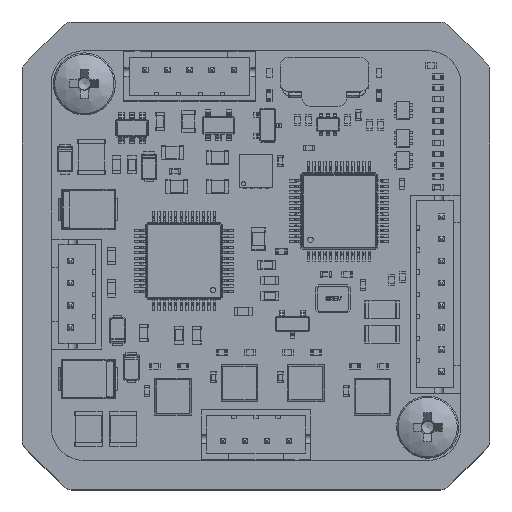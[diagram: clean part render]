
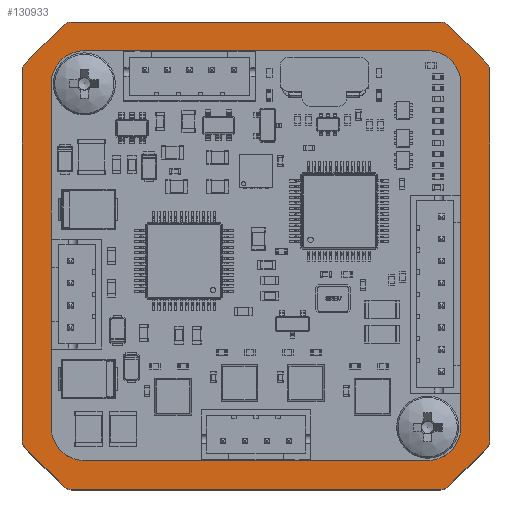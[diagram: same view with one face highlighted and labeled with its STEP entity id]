
A CAD part, top view. The second image highlights one B-rep face of the part: STEP entity #130933.
In plain terms, the highlighted planar face has unit normal (0, 0, 1).
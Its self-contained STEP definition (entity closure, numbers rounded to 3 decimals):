
#2407=LINE('',#186603,#17653);
#2408=LINE('',#186607,#17654);
#2409=LINE('',#186611,#17655);
#2410=LINE('',#186615,#17656);
#2411=LINE('',#186619,#17657);
#2412=LINE('',#186623,#17658);
#2413=LINE('',#186627,#17659);
#2414=LINE('',#186630,#17660);
#17653=VECTOR('',#149109,1000.);
#17654=VECTOR('',#149112,1000.);
#17655=VECTOR('',#149115,1000.);
#17656=VECTOR('',#149118,1000.);
#17657=VECTOR('',#149121,1000.);
#17658=VECTOR('',#149124,1000.);
#17659=VECTOR('',#149127,1000.);
#17660=VECTOR('',#149130,1000.);
#32853=FACE_BOUND('',#40497,.T.);
#32854=FACE_BOUND('',#40498,.T.);
#32855=FACE_BOUND('',#40499,.T.);
#32856=FACE_BOUND('',#40500,.T.);
#32857=FACE_BOUND('',#40501,.T.);
#33652=FACE_OUTER_BOUND('',#40496,.T.);
#40496=EDGE_LOOP('',(#84883,#84884,#84885,#84886,#84887,#84888,#84889,#84890,
#84891,#84892,#84893,#84894,#84895,#84896,#84897,#84898));
#40497=EDGE_LOOP('',(#84899,#84900));
#40498=EDGE_LOOP('',(#84901,#84902));
#40499=EDGE_LOOP('',(#84903,#84904));
#40500=EDGE_LOOP('',(#84905,#84906));
#40501=EDGE_LOOP('',(#84907,#84908));
#48115=CIRCLE('',#137864,1.);
#48116=CIRCLE('',#137865,1.);
#48117=CIRCLE('',#137866,1.);
#48118=CIRCLE('',#137867,1.);
#48119=CIRCLE('',#137868,1.);
#48120=CIRCLE('',#137869,1.);
#48121=CIRCLE('',#137870,1.);
#48122=CIRCLE('',#137871,1.);
#48123=CIRCLE('',#137872,4.);
#48124=CIRCLE('',#137873,4.);
#48125=CIRCLE('',#137874,2.);
#48126=CIRCLE('',#137875,2.);
#48127=CIRCLE('',#137876,2.);
#48128=CIRCLE('',#137877,2.);
#48129=CIRCLE('',#137878,2.);
#48130=CIRCLE('',#137879,2.);
#48131=CIRCLE('',#137880,2.);
#48132=CIRCLE('',#137881,2.);
#52337=VERTEX_POINT('',#186599);
#52338=VERTEX_POINT('',#186600);
#52339=VERTEX_POINT('',#186602);
#52340=VERTEX_POINT('',#186604);
#52341=VERTEX_POINT('',#186606);
#52342=VERTEX_POINT('',#186608);
#52343=VERTEX_POINT('',#186610);
#52344=VERTEX_POINT('',#186612);
#52345=VERTEX_POINT('',#186614);
#52346=VERTEX_POINT('',#186616);
#52347=VERTEX_POINT('',#186618);
#52348=VERTEX_POINT('',#186620);
#52349=VERTEX_POINT('',#186622);
#52350=VERTEX_POINT('',#186624);
#52351=VERTEX_POINT('',#186626);
#52352=VERTEX_POINT('',#186628);
#52353=VERTEX_POINT('',#186631);
#52354=VERTEX_POINT('',#186632);
#52355=VERTEX_POINT('',#186635);
#52356=VERTEX_POINT('',#186636);
#52357=VERTEX_POINT('',#186639);
#52358=VERTEX_POINT('',#186640);
#52359=VERTEX_POINT('',#186643);
#52360=VERTEX_POINT('',#186644);
#52361=VERTEX_POINT('',#186647);
#52362=VERTEX_POINT('',#186648);
#65197=EDGE_CURVE('',#52337,#52338,#48115,.T.);
#65198=EDGE_CURVE('',#52339,#52337,#2407,.T.);
#65199=EDGE_CURVE('',#52340,#52339,#48116,.T.);
#65200=EDGE_CURVE('',#52341,#52340,#2408,.T.);
#65201=EDGE_CURVE('',#52342,#52341,#48117,.T.);
#65202=EDGE_CURVE('',#52343,#52342,#2409,.T.);
#65203=EDGE_CURVE('',#52344,#52343,#48118,.T.);
#65204=EDGE_CURVE('',#52345,#52344,#2410,.T.);
#65205=EDGE_CURVE('',#52346,#52345,#48119,.T.);
#65206=EDGE_CURVE('',#52347,#52346,#2411,.T.);
#65207=EDGE_CURVE('',#52348,#52347,#48120,.T.);
#65208=EDGE_CURVE('',#52349,#52348,#2412,.T.);
#65209=EDGE_CURVE('',#52350,#52349,#48121,.T.);
#65210=EDGE_CURVE('',#52351,#52350,#2413,.T.);
#65211=EDGE_CURVE('',#52352,#52351,#48122,.T.);
#65212=EDGE_CURVE('',#52338,#52352,#2414,.T.);
#65213=EDGE_CURVE('',#52353,#52354,#48123,.T.);
#65214=EDGE_CURVE('',#52354,#52353,#48124,.T.);
#65215=EDGE_CURVE('',#52355,#52356,#48125,.T.);
#65216=EDGE_CURVE('',#52356,#52355,#48126,.T.);
#65217=EDGE_CURVE('',#52357,#52358,#48127,.T.);
#65218=EDGE_CURVE('',#52358,#52357,#48128,.T.);
#65219=EDGE_CURVE('',#52359,#52360,#48129,.T.);
#65220=EDGE_CURVE('',#52360,#52359,#48130,.T.);
#65221=EDGE_CURVE('',#52361,#52362,#48131,.T.);
#65222=EDGE_CURVE('',#52362,#52361,#48132,.T.);
#84883=ORIENTED_EDGE('',*,*,#65197,.F.);
#84884=ORIENTED_EDGE('',*,*,#65198,.F.);
#84885=ORIENTED_EDGE('',*,*,#65199,.F.);
#84886=ORIENTED_EDGE('',*,*,#65200,.F.);
#84887=ORIENTED_EDGE('',*,*,#65201,.F.);
#84888=ORIENTED_EDGE('',*,*,#65202,.F.);
#84889=ORIENTED_EDGE('',*,*,#65203,.F.);
#84890=ORIENTED_EDGE('',*,*,#65204,.F.);
#84891=ORIENTED_EDGE('',*,*,#65205,.F.);
#84892=ORIENTED_EDGE('',*,*,#65206,.F.);
#84893=ORIENTED_EDGE('',*,*,#65207,.F.);
#84894=ORIENTED_EDGE('',*,*,#65208,.F.);
#84895=ORIENTED_EDGE('',*,*,#65209,.F.);
#84896=ORIENTED_EDGE('',*,*,#65210,.F.);
#84897=ORIENTED_EDGE('',*,*,#65211,.F.);
#84898=ORIENTED_EDGE('',*,*,#65212,.F.);
#84899=ORIENTED_EDGE('',*,*,#65213,.F.);
#84900=ORIENTED_EDGE('',*,*,#65214,.F.);
#84901=ORIENTED_EDGE('',*,*,#65215,.F.);
#84902=ORIENTED_EDGE('',*,*,#65216,.F.);
#84903=ORIENTED_EDGE('',*,*,#65217,.F.);
#84904=ORIENTED_EDGE('',*,*,#65218,.F.);
#84905=ORIENTED_EDGE('',*,*,#65219,.F.);
#84906=ORIENTED_EDGE('',*,*,#65220,.F.);
#84907=ORIENTED_EDGE('',*,*,#65221,.F.);
#84908=ORIENTED_EDGE('',*,*,#65222,.F.);
#124056=PLANE('',#137863);
#130933=ADVANCED_FACE('',(#33652,#32853,#32854,#32855,#32856,#32857),#124056,
 .F.);
#137863=AXIS2_PLACEMENT_3D('',#186598,#149105,#149106);
#137864=AXIS2_PLACEMENT_3D('',#186601,#149107,#149108);
#137865=AXIS2_PLACEMENT_3D('',#186605,#149110,#149111);
#137866=AXIS2_PLACEMENT_3D('',#186609,#149113,#149114);
#137867=AXIS2_PLACEMENT_3D('',#186613,#149116,#149117);
#137868=AXIS2_PLACEMENT_3D('',#186617,#149119,#149120);
#137869=AXIS2_PLACEMENT_3D('',#186621,#149122,#149123);
#137870=AXIS2_PLACEMENT_3D('',#186625,#149125,#149126);
#137871=AXIS2_PLACEMENT_3D('',#186629,#149128,#149129);
#137872=AXIS2_PLACEMENT_3D('',#186633,#149131,#149132);
#137873=AXIS2_PLACEMENT_3D('',#186634,#149133,#149134);
#137874=AXIS2_PLACEMENT_3D('',#186637,#149135,#149136);
#137875=AXIS2_PLACEMENT_3D('',#186638,#149137,#149138);
#137876=AXIS2_PLACEMENT_3D('',#186641,#149139,#149140);
#137877=AXIS2_PLACEMENT_3D('',#186642,#149141,#149142);
#137878=AXIS2_PLACEMENT_3D('',#186645,#149143,#149144);
#137879=AXIS2_PLACEMENT_3D('',#186646,#149145,#149146);
#137880=AXIS2_PLACEMENT_3D('',#186649,#149147,#149148);
#137881=AXIS2_PLACEMENT_3D('',#186650,#149149,#149150);
#149105=DIRECTION('center_axis',(0.,0.,-1.));
#149106=DIRECTION('ref_axis',(-1.,0.,0.));
#149107=DIRECTION('center_axis',(0.,0.,-1.));
#149108=DIRECTION('ref_axis',(-1.,0.,0.));
#149109=DIRECTION('',(-1.,0.,0.));
#149110=DIRECTION('center_axis',(0.,0.,-1.));
#149111=DIRECTION('ref_axis',(-1.,0.,0.));
#149112=DIRECTION('',(-0.707,-0.707,0.));
#149113=DIRECTION('center_axis',(0.,0.,-1.));
#149114=DIRECTION('ref_axis',(-1.,0.,0.));
#149115=DIRECTION('',(0.,-1.,0.));
#149116=DIRECTION('center_axis',(0.,0.,-1.));
#149117=DIRECTION('ref_axis',(-1.,0.,0.));
#149118=DIRECTION('',(0.707,-0.707,0.));
#149119=DIRECTION('center_axis',(0.,0.,-1.));
#149120=DIRECTION('ref_axis',(-1.,0.,0.));
#149121=DIRECTION('',(1.,0.,0.));
#149122=DIRECTION('center_axis',(0.,0.,-1.));
#149123=DIRECTION('ref_axis',(-1.,0.,0.));
#149124=DIRECTION('',(0.707,0.707,0.));
#149125=DIRECTION('center_axis',(0.,0.,-1.));
#149126=DIRECTION('ref_axis',(-1.,0.,0.));
#149127=DIRECTION('',(0.,1.,0.));
#149128=DIRECTION('center_axis',(0.,0.,-1.));
#149129=DIRECTION('ref_axis',(-1.,0.,0.));
#149130=DIRECTION('',(-0.707,0.707,0.));
#149131=DIRECTION('center_axis',(0.,0.,1.));
#149132=DIRECTION('ref_axis',(1.,0.,0.));
#149133=DIRECTION('center_axis',(0.,0.,1.));
#149134=DIRECTION('ref_axis',(1.,0.,0.));
#149135=DIRECTION('center_axis',(0.,0.,1.));
#149136=DIRECTION('ref_axis',(1.,0.,0.));
#149137=DIRECTION('center_axis',(0.,0.,1.));
#149138=DIRECTION('ref_axis',(1.,0.,0.));
#149139=DIRECTION('center_axis',(0.,0.,1.));
#149140=DIRECTION('ref_axis',(1.,0.,0.));
#149141=DIRECTION('center_axis',(0.,0.,1.));
#149142=DIRECTION('ref_axis',(1.,0.,0.));
#149143=DIRECTION('center_axis',(0.,0.,1.));
#149144=DIRECTION('ref_axis',(1.,0.,0.));
#149145=DIRECTION('center_axis',(0.,0.,1.));
#149146=DIRECTION('ref_axis',(1.,0.,0.));
#149147=DIRECTION('center_axis',(0.,0.,1.));
#149148=DIRECTION('ref_axis',(1.,0.,0.));
#149149=DIRECTION('center_axis',(0.,0.,1.));
#149150=DIRECTION('ref_axis',(1.,0.,0.));
#186598=CARTESIAN_POINT('Origin',(-38.2,0.,8.));
#186599=CARTESIAN_POINT('',(-16.686,-21.1,8.));
#186600=CARTESIAN_POINT('',(-17.393,-20.807,8.));
#186601=CARTESIAN_POINT('Origin',(-16.686,-20.1,8.));
#186602=CARTESIAN_POINT('',(16.686,-21.1,8.));
#186603=CARTESIAN_POINT('',(-38.2,-21.1,8.));
#186604=CARTESIAN_POINT('',(17.393,-20.807,8.));
#186605=CARTESIAN_POINT('Origin',(16.686,-20.1,8.));
#186606=CARTESIAN_POINT('',(20.807,-17.393,8.));
#186607=CARTESIAN_POINT('',(20.807,-17.393,8.));
#186608=CARTESIAN_POINT('',(21.1,-16.686,8.));
#186609=CARTESIAN_POINT('Origin',(20.1,-16.686,8.));
#186610=CARTESIAN_POINT('',(21.1,16.686,8.));
#186611=CARTESIAN_POINT('',(21.1,0.,8.));
#186612=CARTESIAN_POINT('',(20.807,17.393,8.));
#186613=CARTESIAN_POINT('Origin',(20.1,16.686,8.));
#186614=CARTESIAN_POINT('',(17.393,20.807,8.));
#186615=CARTESIAN_POINT('',(17.393,20.807,8.));
#186616=CARTESIAN_POINT('',(16.686,21.1,8.));
#186617=CARTESIAN_POINT('Origin',(16.686,20.1,8.));
#186618=CARTESIAN_POINT('',(-16.686,21.1,8.));
#186619=CARTESIAN_POINT('',(-38.2,21.1,8.));
#186620=CARTESIAN_POINT('',(-17.393,20.807,8.));
#186621=CARTESIAN_POINT('Origin',(-16.686,20.1,8.));
#186622=CARTESIAN_POINT('',(-20.807,17.393,8.));
#186623=CARTESIAN_POINT('',(-20.807,17.393,8.));
#186624=CARTESIAN_POINT('',(-21.1,16.686,8.));
#186625=CARTESIAN_POINT('Origin',(-20.1,16.686,8.));
#186626=CARTESIAN_POINT('',(-21.1,-16.686,8.));
#186627=CARTESIAN_POINT('',(-21.1,0.,8.));
#186628=CARTESIAN_POINT('',(-20.807,-17.393,8.));
#186629=CARTESIAN_POINT('Origin',(-20.1,-16.686,8.));
#186630=CARTESIAN_POINT('',(-17.393,-20.807,8.));
#186631=CARTESIAN_POINT('',(4.,0.,8.));
#186632=CARTESIAN_POINT('',(-4.,0.,8.));
#186633=CARTESIAN_POINT('Origin',(0.,0.,8.));
#186634=CARTESIAN_POINT('Origin',(0.,0.,8.));
#186635=CARTESIAN_POINT('',(-13.5,-15.5,8.));
#186636=CARTESIAN_POINT('',(-17.5,-15.5,8.));
#186637=CARTESIAN_POINT('Origin',(-15.5,-15.5,8.));
#186638=CARTESIAN_POINT('Origin',(-15.5,-15.5,8.));
#186639=CARTESIAN_POINT('',(-13.5,15.5,8.));
#186640=CARTESIAN_POINT('',(-17.5,15.5,8.));
#186641=CARTESIAN_POINT('Origin',(-15.5,15.5,8.));
#186642=CARTESIAN_POINT('Origin',(-15.5,15.5,8.));
#186643=CARTESIAN_POINT('',(17.5,-15.5,8.));
#186644=CARTESIAN_POINT('',(13.5,-15.5,8.));
#186645=CARTESIAN_POINT('Origin',(15.5,-15.5,8.));
#186646=CARTESIAN_POINT('Origin',(15.5,-15.5,8.));
#186647=CARTESIAN_POINT('',(17.5,15.5,8.));
#186648=CARTESIAN_POINT('',(13.5,15.5,8.));
#186649=CARTESIAN_POINT('Origin',(15.5,15.5,8.));
#186650=CARTESIAN_POINT('Origin',(15.5,15.5,8.));
